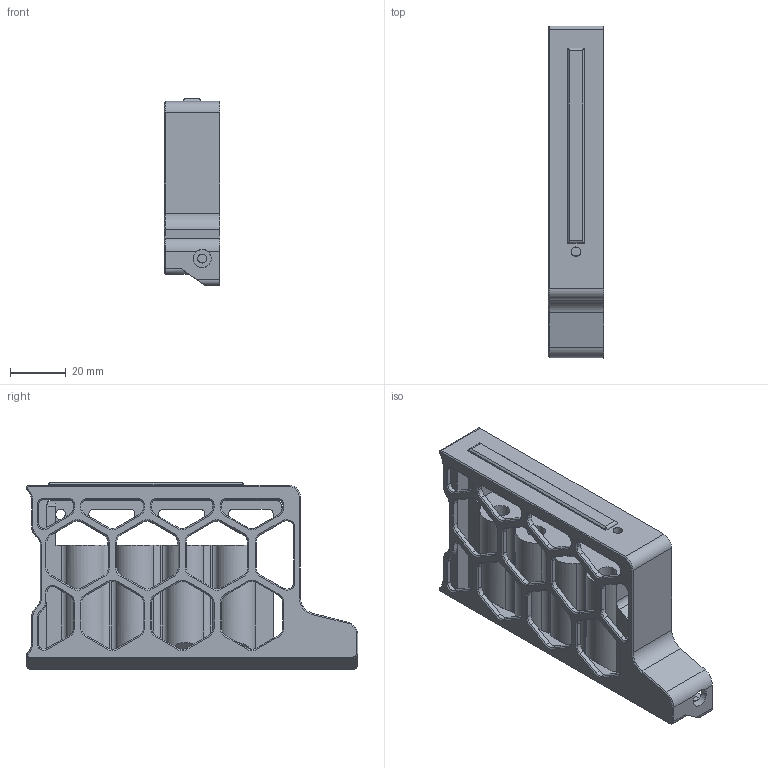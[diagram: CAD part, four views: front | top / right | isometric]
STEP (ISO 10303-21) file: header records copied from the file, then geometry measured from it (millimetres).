
FILE_DESCRIPTION(/* description */ (''),/* implementation_level */ '2;1');
FILE_NAME(/* name */ 'revo_nozzle_holder.step',/* time_stamp */ '2022-08-09T14:07:41-06:00',/* author */ (''),/* organization */ (''),/* preprocessor_version */ 'ST-DEVELOPER v19',/* originating_system */ 'Autodesk Translation Framework v11.7.0.108',/* authorisation */ '');
FILE_SCHEMA (('AUTOMOTIVE_DESIGN { 1 0 10303 214 3 1 1 }'));
Length unit declared in the file: millimetre
Products named in the file (4): Untitled; 350 (5); Nozzle Holder; Skirt
Assembly tree (3 placements, depth 3):
  Untitled
    350 (5)
      Nozzle Holder
      Skirt
Bounding box: 20 x 119 x 67 mm (x, y, z)
Volume: 69606.6 mm3; surface area: 35520.9 mm2
Topology: 2 solids, 2 shells, 717 faces, 1845 edges, 1140 vertices
Faces by surface type: plane 366, cylinder 179, cone 130, bspline 40, torus 2
Full cylindrical faces by diameter (mm): 3.2 x2, 3.4 x1, 4.6 x2, 6 x1, 6.2 x2, 6.5 x7
Entity records: 22268 total; most frequent: CARTESIAN_POINT 4678, ORIENTED_EDGE 3688, DIRECTION 3585, EDGE_CURVE 1844, LINE 1235, VECTOR 1235, AXIS2_PLACEMENT_3D 1175, VERTEX_POINT 1140
